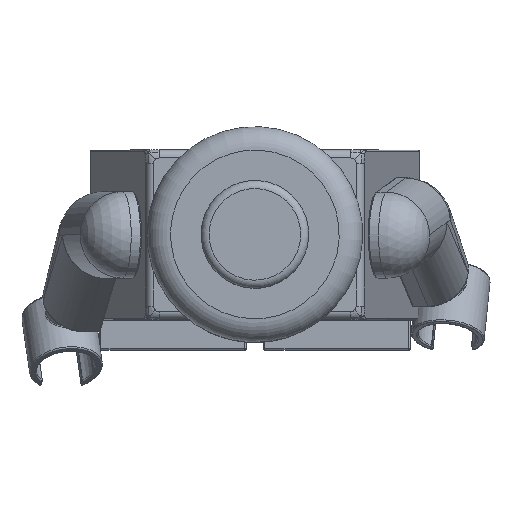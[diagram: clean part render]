
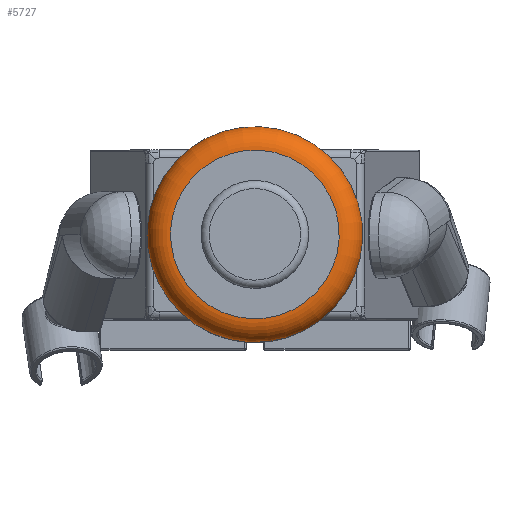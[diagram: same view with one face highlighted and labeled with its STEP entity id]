
A CAD part, top view. The second image highlights one B-rep face of the part: STEP entity #5727.
In plain terms, the highlighted toroidal (fillet/blend) face has major radius 3.974 mm and minor radius 1.106 mm.
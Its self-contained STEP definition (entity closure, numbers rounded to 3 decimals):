
#255=TOROIDAL_SURFACE('',#6256,3.974,1.106);
#1126=FACE_OUTER_BOUND('',#1540,.T.);
#1540=EDGE_LOOP('',(#4015,#4016,#4017,#4018,#4019));
#2051=CIRCLE('',#6225,5.08);
#2054=CIRCLE('',#6228,5.08);
#2072=CIRCLE('',#6257,3.974);
#2073=CIRCLE('',#6258,1.106);
#2499=VERTEX_POINT('',#10404);
#2500=VERTEX_POINT('',#10405);
#2516=VERTEX_POINT('',#10899);
#3025=EDGE_CURVE('',#2499,#2500,#2051,.T.);
#3029=EDGE_CURVE('',#2500,#2499,#2054,.T.);
#3055=EDGE_CURVE('',#2516,#2516,#2072,.T.);
#3056=EDGE_CURVE('',#2516,#2500,#2073,.T.);
#4015=ORIENTED_EDGE('',*,*,#3055,.T.);
#4016=ORIENTED_EDGE('',*,*,#3056,.T.);
#4017=ORIENTED_EDGE('',*,*,#3029,.T.);
#4018=ORIENTED_EDGE('',*,*,#3025,.T.);
#4019=ORIENTED_EDGE('',*,*,#3056,.F.);
#5727=ADVANCED_FACE('',(#1126),#255,.T.);
#6225=AXIS2_PLACEMENT_3D('',#10406,#7077,#7078);
#6228=AXIS2_PLACEMENT_3D('',#10412,#7084,#7085);
#6256=AXIS2_PLACEMENT_3D('',#10898,#7143,#7144);
#6257=AXIS2_PLACEMENT_3D('',#10900,#7145,#7146);
#6258=AXIS2_PLACEMENT_3D('',#10901,#7147,#7148);
#7077=DIRECTION('center_axis',(0.,0.,1.));
#7078=DIRECTION('ref_axis',(-1.,0.,0.));
#7084=DIRECTION('center_axis',(0.,0.,1.));
#7085=DIRECTION('ref_axis',(-1.,0.,0.));
#7143=DIRECTION('center_axis',(0.,0.,1.));
#7144=DIRECTION('ref_axis',(1.,0.,0.));
#7145=DIRECTION('center_axis',(0.,0.,-1.));
#7146=DIRECTION('ref_axis',(-1.,0.,0.));
#7147=DIRECTION('center_axis',(0.,-1.,0.));
#7148=DIRECTION('ref_axis',(-1.,0.,0.));
#10404=CARTESIAN_POINT('',(5.08,0.,7.784));
#10405=CARTESIAN_POINT('',(-5.08,0.,7.784));
#10406=CARTESIAN_POINT('Origin',(0.,0.,7.784));
#10412=CARTESIAN_POINT('Origin',(0.,0.,7.784));
#10898=CARTESIAN_POINT('Origin',(0.,0.,7.784));
#10899=CARTESIAN_POINT('',(-3.974,0.,8.89));
#10900=CARTESIAN_POINT('Origin',(0.,0.,8.89));
#10901=CARTESIAN_POINT('Origin',(-3.974,0.,7.784));
